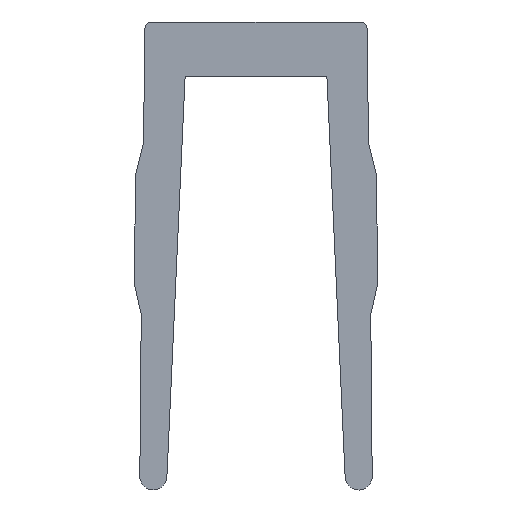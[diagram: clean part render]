
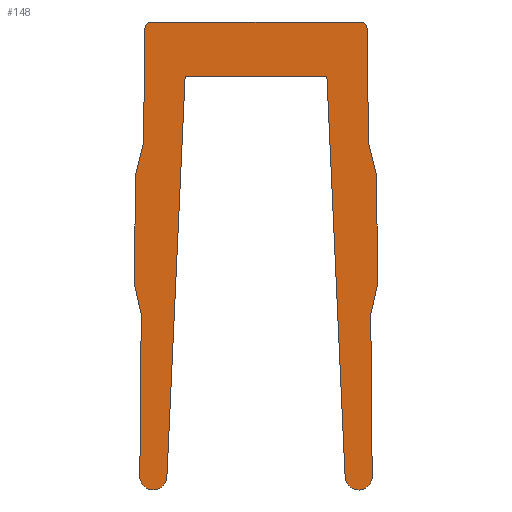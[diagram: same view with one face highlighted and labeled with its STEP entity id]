
A CAD part, left-side view. The second image highlights one B-rep face of the part: STEP entity #148.
In plain terms, the highlighted planar face has unit normal (-1, 0, 0).
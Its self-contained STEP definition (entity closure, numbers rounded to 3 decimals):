
#2 = DIRECTION ( 'NONE',  ( 0., -0.013, -1. ) ) ;
#3 = VECTOR ( 'NONE', #2, 1000. ) ;
#4 = CARTESIAN_POINT ( 'NONE',  ( 0., -1102.986, 3238.773 ) ) ;
#9 = CARTESIAN_POINT ( 'NONE',  ( 0., -1102.986, 3238.773 ) ) ;
#10 = LINE ( 'NONE', #9, #3 ) ;
#20 = DIRECTION ( 'NONE',  ( 0., -0.013, -1. ) ) ;
#21 = VECTOR ( 'NONE', #20, 1000. ) ;
#22 = LINE ( 'NONE', #64, #21 ) ;
#23 = DIRECTION ( 'NONE',  ( 0., 0., -1. ) ) ;
#24 = DIRECTION ( 'NONE',  ( 1., 0., 0. ) ) ;
#25 = CARTESIAN_POINT ( 'NONE',  ( 0., -1102.339, 3248.173 ) ) ;
#26 = AXIS2_PLACEMENT_3D ( 'NONE', #25, #24, #23 ) ;
#34 = AXIS2_PLACEMENT_3D ( 'NONE', #220, #219, #218 ) ;
#35 = DIRECTION ( 'NONE',  ( 0., 0., -1. ) ) ;
#36 = DIRECTION ( 'NONE',  ( 1., 0., 0. ) ) ;
#37 = CARTESIAN_POINT ( 'NONE',  ( 0., -1094.693, 3231.628 ) ) ;
#38 = AXIS2_PLACEMENT_3D ( 'NONE', #37, #36, #35 ) ;
#39 = CIRCLE ( 'NONE', #38, 0.5 ) ;
#45 = CARTESIAN_POINT ( 'NONE',  ( 0., -1094.245, 3237.623 ) ) ;
#47 = CARTESIAN_POINT ( 'NONE',  ( 0., -1102.727, 3237.623 ) ) ;
#57 = CARTESIAN_POINT ( 'NONE',  ( 0., -1102.589, 3248.176 ) ) ;
#64 = CARTESIAN_POINT ( 'NONE',  ( 0., -1102.645, 3243.923 ) ) ;
#67 = DIRECTION ( 'NONE',  ( 0., 0.045, -0.999 ) ) ;
#68 = VECTOR ( 'NONE', #67, 1000. ) ;
#69 = CARTESIAN_POINT ( 'NONE',  ( 0., -1095.866, 3246.423 ) ) ;
#70 = LINE ( 'NONE', #69, #68 ) ;
#71 = CARTESIAN_POINT ( 'NONE',  ( 0., -1094.193, 3231.634 ) ) ;
#72 = CARTESIAN_POINT ( 'NONE',  ( 0., -1095.192, 3231.601 ) ) ;
#76 = CARTESIAN_POINT ( 'NONE',  ( 0., -1102.934, 3242.773 ) ) ;
#78 = CIRCLE ( 'NONE', #26, 0.25 ) ;
#81 = DIRECTION ( 'NONE',  ( 0., 1., 0. ) ) ;
#82 = VECTOR ( 'NONE', #81, 1000. ) ;
#93 = CARTESIAN_POINT ( 'NONE',  ( 0., -1095.866, 3246.423 ) ) ;
#94 = LINE ( 'NONE', #93, #82 ) ;
#95 = CARTESIAN_POINT ( 'NONE',  ( 0., -1102.779, 3231.634 ) ) ;
#96 = CARTESIAN_POINT ( 'NONE',  ( 0., -1102.279, 3231.627 ) ) ;
#97 = DIRECTION ( 'NONE',  ( 0., 0., -1. ) ) ;
#98 = DIRECTION ( 'NONE',  ( 1., 0., 0. ) ) ;
#99 = CARTESIAN_POINT ( 'NONE',  ( 0., -1102.279, 3231.627 ) ) ;
#100 = AXIS2_PLACEMENT_3D ( 'NONE', #99, #98, #97 ) ;
#101 = PLANE ( 'NONE',  #100 ) ;
#105 = FACE_OUTER_BOUND ( 'NONE', #107, .T. ) ;
#107 = EDGE_LOOP ( 'NONE', ( #112, #147, #150, #151, #453, #454, #275, #276, #456, #242, #455, #448, #281, #450, #240, #451, #449, #452 ) ) ;
#112 = ORIENTED_EDGE ( 'NONE', *, *, #253, .F. ) ;
#143 = DIRECTION ( 'NONE',  ( 0., -1., 0. ) ) ;
#147 = ORIENTED_EDGE ( 'NONE', *, *, #415, .F. ) ;
#148 = ADVANCED_FACE ( 'NONE', ( #105 ), #101, .F. ) ;
#150 = ORIENTED_EDGE ( 'NONE', *, *, #401, .F. ) ;
#151 = ORIENTED_EDGE ( 'NONE', *, *, #294, .F. ) ;
#175 = CARTESIAN_POINT ( 'NONE',  ( 0., -1094.633, 3248.423 ) ) ;
#186 = DIRECTION ( 'NONE',  ( 0., 0., -1. ) ) ;
#187 = DIRECTION ( 'NONE',  ( 1., 0., 0. ) ) ;
#188 = AXIS2_PLACEMENT_3D ( 'NONE', #96, #187, #186 ) ;
#196 = CARTESIAN_POINT ( 'NONE',  ( 0., -1101.105, 3246.423 ) ) ;
#197 = CARTESIAN_POINT ( 'NONE',  ( 0., -1101.78, 3231.601 ) ) ;
#199 = CIRCLE ( 'NONE', #188, 0.5 ) ;
#200 = CARTESIAN_POINT ( 'NONE',  ( 0., -1095.866, 3246.423 ) ) ;
#210 = VECTOR ( 'NONE', #143, 1000. ) ;
#211 = CARTESIAN_POINT ( 'NONE',  ( 0., -1094.633, 3248.423 ) ) ;
#212 = LINE ( 'NONE', #211, #210 ) ;
#218 = DIRECTION ( 'NONE',  ( 0., 0., -1. ) ) ;
#219 = DIRECTION ( 'NONE',  ( 1., 0., 0. ) ) ;
#220 = CARTESIAN_POINT ( 'NONE',  ( 0., -1094.633, 3248.173 ) ) ;
#228 = CIRCLE ( 'NONE', #34, 0.25 ) ;
#230 = CARTESIAN_POINT ( 'NONE',  ( 0., -1102.339, 3248.423 ) ) ;
#231 = DIRECTION ( 'NONE',  ( 0., -0.013, 1. ) ) ;
#232 = VECTOR ( 'NONE', #231, 1000. ) ;
#233 = CARTESIAN_POINT ( 'NONE',  ( 0., -1093.986, 3238.773 ) ) ;
#235 = LINE ( 'NONE', #233, #232 ) ;
#240 = ORIENTED_EDGE ( 'NONE', *, *, #313, .F. ) ;
#242 = ORIENTED_EDGE ( 'NONE', *, *, #443, .F. ) ;
#244 = VERTEX_POINT ( 'NONE', #200 ) ;
#246 = VERTEX_POINT ( 'NONE', #95 ) ;
#250 = VERTEX_POINT ( 'NONE', #197 ) ;
#252 = VERTEX_POINT ( 'NONE', #196 ) ;
#253 = EDGE_CURVE ( 'NONE', #246, #250, #199, .T. ) ;
#264 = EDGE_CURVE ( 'NONE', #252, #244, #94, .T. ) ;
#269 = EDGE_CURVE ( 'NONE', #244, #271, #70, .T. ) ;
#271 = VERTEX_POINT ( 'NONE', #72 ) ;
#273 = VERTEX_POINT ( 'NONE', #71 ) ;
#275 = ORIENTED_EDGE ( 'NONE', *, *, #285, .F. ) ;
#276 = ORIENTED_EDGE ( 'NONE', *, *, #335, .F. ) ;
#281 = ORIENTED_EDGE ( 'NONE', *, *, #368, .F. ) ;
#285 = EDGE_CURVE ( 'NONE', #343, #308, #78, .T. ) ;
#287 = EDGE_CURVE ( 'NONE', #308, #418, #22, .T. ) ;
#294 = EDGE_CURVE ( 'NONE', #297, #295, #10, .T. ) ;
#295 = VERTEX_POINT ( 'NONE', #4 ) ;
#297 = VERTEX_POINT ( 'NONE', #76 ) ;
#305 = VERTEX_POINT ( 'NONE', #47 ) ;
#308 = VERTEX_POINT ( 'NONE', #57 ) ;
#313 = EDGE_CURVE ( 'NONE', #271, #273, #39, .T. ) ;
#316 = VERTEX_POINT ( 'NONE', #45 ) ;
#326 = EDGE_CURVE ( 'NONE', #363, #427, #235, .T. ) ;
#333 = EDGE_CURVE ( 'NONE', #430, #342, #228, .T. ) ;
#335 = EDGE_CURVE ( 'NONE', #342, #343, #212, .T. ) ;
#342 = VERTEX_POINT ( 'NONE', #175 ) ;
#343 = VERTEX_POINT ( 'NONE', #230 ) ;
#358 = EDGE_CURVE ( 'NONE', #273, #316, #486, .T. ) ;
#363 = VERTEX_POINT ( 'NONE', #497 ) ;
#368 = EDGE_CURVE ( 'NONE', #316, #363, #504, .T. ) ;
#375 = EDGE_CURVE ( 'NONE', #250, #252, #530, .T. ) ;
#396 = EDGE_CURVE ( 'NONE', #418, #297, #570, .T. ) ;
#401 = EDGE_CURVE ( 'NONE', #295, #305, #591, .T. ) ;
#415 = EDGE_CURVE ( 'NONE', #305, #246, #598, .T. ) ;
#418 = VERTEX_POINT ( 'NONE', #603 ) ;
#427 = VERTEX_POINT ( 'NONE', #613 ) ;
#430 = VERTEX_POINT ( 'NONE', #585 ) ;
#434 = VERTEX_POINT ( 'NONE', #615 ) ;
#435 = EDGE_CURVE ( 'NONE', #427, #434, #479, .T. ) ;
#443 = EDGE_CURVE ( 'NONE', #434, #430, #675, .T. ) ;
#448 = ORIENTED_EDGE ( 'NONE', *, *, #326, .F. ) ;
#449 = ORIENTED_EDGE ( 'NONE', *, *, #264, .F. ) ;
#450 = ORIENTED_EDGE ( 'NONE', *, *, #358, .F. ) ;
#451 = ORIENTED_EDGE ( 'NONE', *, *, #269, .F. ) ;
#452 = ORIENTED_EDGE ( 'NONE', *, *, #375, .F. ) ;
#453 = ORIENTED_EDGE ( 'NONE', *, *, #396, .F. ) ;
#454 = ORIENTED_EDGE ( 'NONE', *, *, #287, .F. ) ;
#455 = ORIENTED_EDGE ( 'NONE', *, *, #435, .F. ) ;
#456 = ORIENTED_EDGE ( 'NONE', *, *, #333, .F. ) ;
#466 = CARTESIAN_POINT ( 'NONE',  ( 0., -1094.193, 3231.634 ) ) ;
#476 = DIRECTION ( 'NONE',  ( 0., -0.009, 1. ) ) ;
#477 = VECTOR ( 'NONE', #476, 1000. ) ;
#479 = LINE ( 'NONE', #496, #499 ) ;
#486 = LINE ( 'NONE', #466, #477 ) ;
#489 = DIRECTION ( 'NONE',  ( 0., -0.244, 0.97 ) ) ;
#495 = DIRECTION ( 'NONE',  ( 0., 0.22, 0.976 ) ) ;
#496 = CARTESIAN_POINT ( 'NONE',  ( 0., -1094.327, 3243.923 ) ) ;
#497 = CARTESIAN_POINT ( 'NONE',  ( 0., -1093.986, 3238.773 ) ) ;
#498 = CARTESIAN_POINT ( 'NONE',  ( 0., -1094.245, 3237.623 ) ) ;
#499 = VECTOR ( 'NONE', #489, 1000. ) ;
#503 = VECTOR ( 'NONE', #495, 1000. ) ;
#504 = LINE ( 'NONE', #498, #503 ) ;
#516 = DIRECTION ( 'NONE',  ( 0., 0.045, 0.999 ) ) ;
#528 = CARTESIAN_POINT ( 'NONE',  ( 0., -1101.78, 3231.601 ) ) ;
#529 = VECTOR ( 'NONE', #516, 1000. ) ;
#530 = LINE ( 'NONE', #528, #529 ) ;
#553 = CARTESIAN_POINT ( 'NONE',  ( 0., -1102.645, 3243.923 ) ) ;
#556 = CARTESIAN_POINT ( 'NONE',  ( 0., -1102.727, 3237.623 ) ) ;
#564 = DIRECTION ( 'NONE',  ( 0., 0.22, -0.976 ) ) ;
#565 = VECTOR ( 'NONE', #564, 1000. ) ;
#570 = LINE ( 'NONE', #553, #573 ) ;
#573 = VECTOR ( 'NONE', #586, 1000. ) ;
#585 = CARTESIAN_POINT ( 'NONE',  ( 0., -1094.383, 3248.176 ) ) ;
#586 = DIRECTION ( 'NONE',  ( 0., -0.244, -0.97 ) ) ;
#591 = LINE ( 'NONE', #556, #565 ) ;
#594 = DIRECTION ( 'NONE',  ( 0., -0.009, -1. ) ) ;
#595 = VECTOR ( 'NONE', #594, 1000. ) ;
#596 = CARTESIAN_POINT ( 'NONE',  ( 0., -1102.727, 3237.623 ) ) ;
#598 = LINE ( 'NONE', #596, #595 ) ;
#603 = CARTESIAN_POINT ( 'NONE',  ( 0., -1102.645, 3243.923 ) ) ;
#613 = CARTESIAN_POINT ( 'NONE',  ( 0., -1094.038, 3242.773 ) ) ;
#615 = CARTESIAN_POINT ( 'NONE',  ( 0., -1094.327, 3243.923 ) ) ;
#620 = VECTOR ( 'NONE', #625, 1000. ) ;
#621 = CARTESIAN_POINT ( 'NONE',  ( 0., -1094.327, 3243.923 ) ) ;
#625 = DIRECTION ( 'NONE',  ( 0., -0.013, 1. ) ) ;
#675 = LINE ( 'NONE', #621, #620 ) ;
